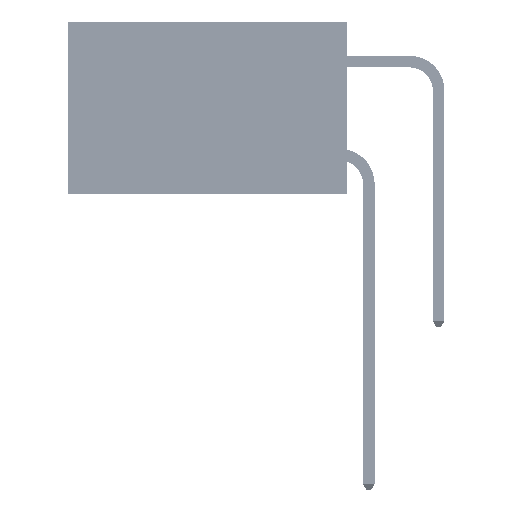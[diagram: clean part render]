
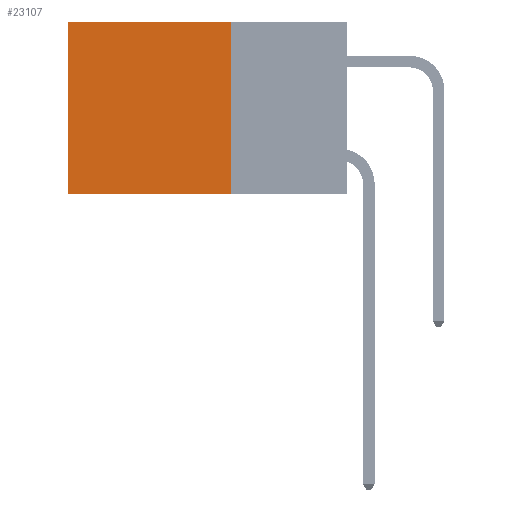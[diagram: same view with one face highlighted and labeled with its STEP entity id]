
A CAD part, left-side view. The second image highlights one B-rep face of the part: STEP entity #23107.
In plain terms, the highlighted planar face has unit normal (-1, 0, 0).
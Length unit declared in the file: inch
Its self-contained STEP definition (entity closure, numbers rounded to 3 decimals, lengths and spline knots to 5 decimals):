
#3466 = VERTEX_POINT ( 'NONE', #23156 ) ;
#4720 = LINE ( 'NONE', #16358, #44144 ) ;
#4766 = AXIS2_PLACEMENT_3D ( 'NONE', #35712, #18042, #34911 ) ;
#5754 = VERTEX_POINT ( 'NONE', #11400 ) ;
#6137 = PLANE ( 'NONE',  #4766 ) ;
#8839 = LINE ( 'NONE', #29604, #10128 ) ;
#10128 = VECTOR ( 'NONE', #25191, 39.37008 ) ;
#10749 = CARTESIAN_POINT ( 'NONE',  ( 0.2875, 0.6, -0.37 ) ) ;
#10879 = ORIENTED_EDGE ( 'NONE', *, *, #51887, .F. ) ;
#10896 = VERTEX_POINT ( 'NONE', #10749 ) ;
#11400 = CARTESIAN_POINT ( 'NONE',  ( 0.2875, 0.25, -0.37 ) ) ;
#13003 = VECTOR ( 'NONE', #15579, 39.37008 ) ;
#15579 = DIRECTION ( 'NONE',  ( 0., 1., 0. ) ) ;
#16024 = VECTOR ( 'NONE', #29468, 39.37008 ) ;
#16358 = CARTESIAN_POINT ( 'NONE',  ( 0.2875, 0.25, 0. ) ) ;
#18042 = DIRECTION ( 'NONE',  ( 1., 0., 0. ) ) ;
#18646 = EDGE_CURVE ( 'NONE', #5754, #10896, #37379, .T. ) ;
#18791 = ORIENTED_EDGE ( 'NONE', *, *, #53776, .T. ) ;
#22013 = EDGE_CURVE ( 'NONE', #36302, #3466, #8839, .T. ) ;
#22204 = FACE_OUTER_BOUND ( 'NONE', #34185, .T. ) ;
#22386 = ORIENTED_EDGE ( 'NONE', *, *, #18646, .F. ) ;
#23107 = ADVANCED_FACE ( 'NONE', ( #22204 ), #6137, .F. ) ;
#23156 = CARTESIAN_POINT ( 'NONE',  ( 0.2875, 0.6, 0. ) ) ;
#25191 = DIRECTION ( 'NONE',  ( 0., 1., 0. ) ) ;
#25482 = DIRECTION ( 'NONE',  ( 0., 0., -1. ) ) ;
#26784 = CARTESIAN_POINT ( 'NONE',  ( 0.2875, 0.6, 0. ) ) ;
#27687 = CARTESIAN_POINT ( 'NONE',  ( 0.2875, 0.25, 0. ) ) ;
#29468 = DIRECTION ( 'NONE',  ( 0., 0., -1. ) ) ;
#29604 = CARTESIAN_POINT ( 'NONE',  ( 0.2875, 0.25, 0. ) ) ;
#30922 = LINE ( 'NONE', #26784, #16024 ) ;
#32155 = CARTESIAN_POINT ( 'NONE',  ( 0.2875, 0.25, -0.37 ) ) ;
#34185 = EDGE_LOOP ( 'NONE', ( #18791, #22386, #10879, #52206 ) ) ;
#34911 = DIRECTION ( 'NONE',  ( 0., 0., -1. ) ) ;
#35712 = CARTESIAN_POINT ( 'NONE',  ( 0.2875, 0.25, 0. ) ) ;
#36302 = VERTEX_POINT ( 'NONE', #27687 ) ;
#37379 = LINE ( 'NONE', #32155, #13003 ) ;
#44144 = VECTOR ( 'NONE', #25482, 39.37008 ) ;
#51887 = EDGE_CURVE ( 'NONE', #36302, #5754, #4720, .T. ) ;
#52206 = ORIENTED_EDGE ( 'NONE', *, *, #22013, .T. ) ;
#53776 = EDGE_CURVE ( 'NONE', #3466, #10896, #30922, .T. ) ;
